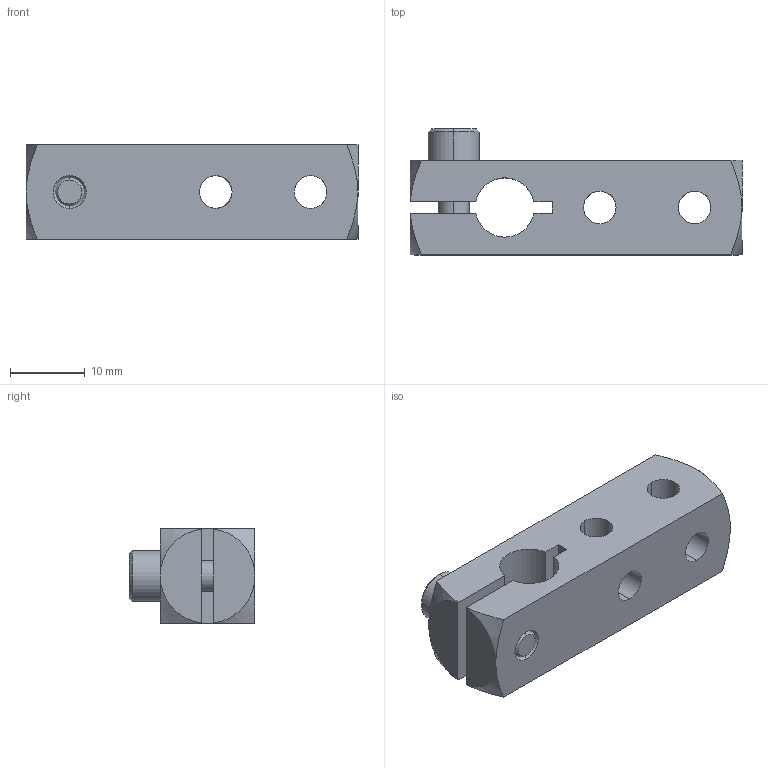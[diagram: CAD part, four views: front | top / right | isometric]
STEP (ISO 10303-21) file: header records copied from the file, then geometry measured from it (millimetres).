
FILE_DESCRIPTION (( 'STEP AP214' ), '1' );
FILE_NAME ('AJH.step', '2018-10-25T17:32:41', ( '' ), ( '' ), 'SwSTEP 2.0', 'SolidWorks 2018', '' );
FILE_SCHEMA (( 'AUTOMOTIVE_DESIGN' ));
Length unit declared in the file: inch
Products named in the file (1): AJH
Bounding box: 44.45 x 16.87 x 12.7 mm (x, y, z)
Volume: 5678.6 mm3; surface area: 3898.1 mm2
Topology: 2 solids, 2 shells, 83 faces, 212 edges, 126 vertices
Faces by surface type: cylinder 32, plane 27, cone 22, torus 2
Entity records: 3814 total; most frequent: CARTESIAN_POINT 730, ORIENTED_EDGE 416, DIRECTION 398, EDGE_CURVE 208, AXIS2_PLACEMENT_3D 154, VERTEX_POINT 126, EDGE_LOOP 98, VECTOR 90
